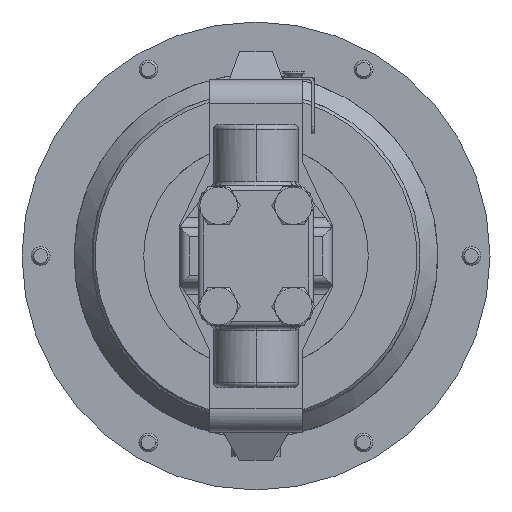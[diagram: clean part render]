
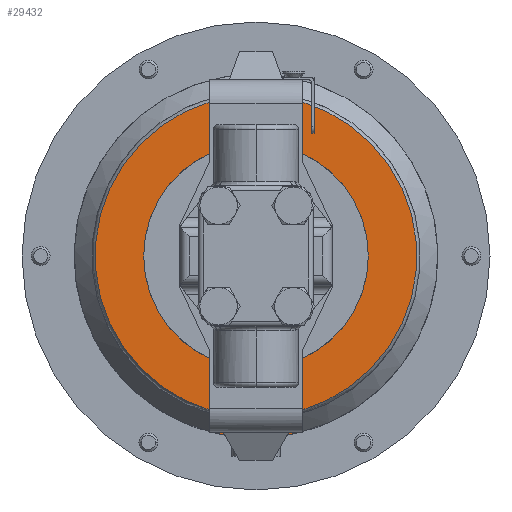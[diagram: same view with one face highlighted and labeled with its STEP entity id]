
A CAD part, front view. The second image highlights one B-rep face of the part: STEP entity #29432.
In plain terms, the highlighted planar face has unit normal (0, -1, 0).
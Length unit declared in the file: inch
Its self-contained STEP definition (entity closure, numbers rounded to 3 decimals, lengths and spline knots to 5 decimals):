
#358 = ORIENTED_EDGE ( 'NONE', *, *, #18184, .T. ) ;
#492 = CARTESIAN_POINT ( 'NONE',  ( 1.15885, 9.88898, 2.73985 ) ) ;
#500 = CARTESIAN_POINT ( 'NONE',  ( 2.65885, 9.88898, 2.73985 ) ) ;
#544 = DIRECTION ( 'NONE',  ( 0., -1., 0. ) ) ;
#762 = DIRECTION ( 'NONE',  ( 0., -1., 0. ) ) ;
#1023 = DIRECTION ( 'NONE',  ( 0., 0., 1. ) ) ;
#1352 = EDGE_CURVE ( 'NONE', #10037, #27395, #28838, .T. ) ;
#1470 = CIRCLE ( 'NONE', #16539, 2.1925 ) ;
#1486 = VERTEX_POINT ( 'NONE', #19743 ) ;
#1996 = DIRECTION ( 'NONE',  ( 0., 0., 1. ) ) ;
#2202 = ORIENTED_EDGE ( 'NONE', *, *, #7266, .T. ) ;
#2495 = ORIENTED_EDGE ( 'NONE', *, *, #19523, .T. ) ;
#2719 = DIRECTION ( 'NONE',  ( 0., 0., -1. ) ) ;
#3750 = AXIS2_PLACEMENT_3D ( 'NONE', #14130, #544, #16420 ) ;
#3890 = CARTESIAN_POINT ( 'NONE',  ( 1.15885, 9.88898, 2.73985 ) ) ;
#4804 = LINE ( 'NONE', #6447, #9444 ) ;
#5057 = CIRCLE ( 'NONE', #10958, 1.5 ) ;
#5509 = DIRECTION ( 'NONE',  ( 0., 0., -1. ) ) ;
#6177 = DIRECTION ( 'NONE',  ( -1., 0., 0. ) ) ;
#6447 = CARTESIAN_POINT ( 'NONE',  ( 1.74385, 9.88898, 4.85286 ) ) ;
#6591 = ORIENTED_EDGE ( 'NONE', *, *, #21237, .T. ) ;
#7104 = CARTESIAN_POINT ( 'NONE',  ( 1.15885, 9.88898, 0.31135 ) ) ;
#7184 = EDGE_CURVE ( 'NONE', #20292, #1486, #10150, .T. ) ;
#7266 = EDGE_CURVE ( 'NONE', #1486, #16150, #4804, .T. ) ;
#8059 = CARTESIAN_POINT ( 'NONE',  ( 0.69885, 9.88898, 2.73985 ) ) ;
#8549 = DIRECTION ( 'NONE',  ( 0., -1., 0. ) ) ;
#8729 = VECTOR ( 'NONE', #27432, 39.37008 ) ;
#8883 = AXIS2_PLACEMENT_3D ( 'NONE', #3890, #19915, #6177 ) ;
#9374 = LINE ( 'NONE', #23783, #20888 ) ;
#9444 = VECTOR ( 'NONE', #1996, 39.37008 ) ;
#9955 = VERTEX_POINT ( 'NONE', #500 ) ;
#10037 = VERTEX_POINT ( 'NONE', #27071 ) ;
#10150 = CIRCLE ( 'NONE', #16621, 2.14874 ) ;
#10157 = CARTESIAN_POINT ( 'NONE',  ( 1.15885, 9.88898, 2.73985 ) ) ;
#10958 = AXIS2_PLACEMENT_3D ( 'NONE', #14375, #762, #16663 ) ;
#11116 = VERTEX_POINT ( 'NONE', #15400 ) ;
#12209 = EDGE_CURVE ( 'NONE', #26286, #20292, #12860, .T. ) ;
#12291 = DIRECTION ( 'NONE',  ( 0., -1., 0. ) ) ;
#12463 = DIRECTION ( 'NONE',  ( 0., 0., -1. ) ) ;
#12484 = CARTESIAN_POINT ( 'NONE',  ( 1.74385, 9.88898, 0.67227 ) ) ;
#12640 = DIRECTION ( 'NONE',  ( 0., 1., 0. ) ) ;
#12860 = LINE ( 'NONE', #23830, #18255 ) ;
#12949 = EDGE_CURVE ( 'NONE', #16150, #19036, #1470, .T. ) ;
#13545 = CARTESIAN_POINT ( 'NONE',  ( 0.57385, 9.88898, 4.85286 ) ) ;
#13548 = ORIENTED_EDGE ( 'NONE', *, *, #27779, .T. ) ;
#14042 = CIRCLE ( 'NONE', #25701, 2.4285 ) ;
#14130 = CARTESIAN_POINT ( 'NONE',  ( 1.15885, 9.88898, 2.73985 ) ) ;
#14375 = CARTESIAN_POINT ( 'NONE',  ( 1.15885, 9.88898, 2.73985 ) ) ;
#15360 = ORIENTED_EDGE ( 'NONE', *, *, #12209, .T. ) ;
#15400 = CARTESIAN_POINT ( 'NONE',  ( 0.57385, 9.88898, 0.38286 ) ) ;
#15761 = VERTEX_POINT ( 'NONE', #26524 ) ;
#16150 = VERTEX_POINT ( 'NONE', #20015 ) ;
#16366 = DIRECTION ( 'NONE',  ( 0., -1., 0. ) ) ;
#16420 = DIRECTION ( 'NONE',  ( 0., 0., -1. ) ) ;
#16539 = AXIS2_PLACEMENT_3D ( 'NONE', #492, #16366, #2719 ) ;
#16621 = AXIS2_PLACEMENT_3D ( 'NONE', #10157, #26180, #12463 ) ;
#16663 = DIRECTION ( 'NONE',  ( -1., 0., 0. ) ) ;
#16871 = ORIENTED_EDGE ( 'NONE', *, *, #12949, .T. ) ;
#16874 = ORIENTED_EDGE ( 'NONE', *, *, #23459, .F. ) ;
#18184 = EDGE_CURVE ( 'NONE', #27395, #11116, #27672, .T. ) ;
#18210 = AXIS2_PLACEMENT_3D ( 'NONE', #8059, #12640, #28596 ) ;
#18255 = VECTOR ( 'NONE', #1023, 39.37008 ) ;
#18361 = EDGE_LOOP ( 'NONE', ( #25912, #2202, #16871, #6591, #28519, #358, #13548, #2495, #15360 ) ) ;
#18496 = EDGE_LOOP ( 'NONE', ( #16874, #20548 ) ) ;
#19036 = VERTEX_POINT ( 'NONE', #26686 ) ;
#19487 = PLANE ( 'NONE',  #18210 ) ;
#19523 = EDGE_CURVE ( 'NONE', #21079, #26286, #14042, .T. ) ;
#19743 = CARTESIAN_POINT ( 'NONE',  ( 1.74385, 9.88898, 4.80742 ) ) ;
#19915 = DIRECTION ( 'NONE',  ( 0., -1., 0. ) ) ;
#19934 = CIRCLE ( 'NONE', #8883, 1.5 ) ;
#20015 = CARTESIAN_POINT ( 'NONE',  ( 1.74385, 9.88898, 4.85286 ) ) ;
#20292 = VERTEX_POINT ( 'NONE', #12484 ) ;
#20548 = ORIENTED_EDGE ( 'NONE', *, *, #28224, .F. ) ;
#20811 = FACE_BOUND ( 'NONE', #18496, .T. ) ;
#20888 = VECTOR ( 'NONE', #5509, 39.37008 ) ;
#21079 = VERTEX_POINT ( 'NONE', #7104 ) ;
#21237 = EDGE_CURVE ( 'NONE', #19036, #10037, #9374, .T. ) ;
#21249 = CIRCLE ( 'NONE', #25259, 2.4285 ) ;
#22321 = CARTESIAN_POINT ( 'NONE',  ( 1.15885, 9.88898, 2.73985 ) ) ;
#22388 = CARTESIAN_POINT ( 'NONE',  ( 0.57385, 9.88898, 0.67227 ) ) ;
#23459 = EDGE_CURVE ( 'NONE', #15761, #9955, #19934, .T. ) ;
#23783 = CARTESIAN_POINT ( 'NONE',  ( 0.57385, 9.88898, 4.85286 ) ) ;
#23830 = CARTESIAN_POINT ( 'NONE',  ( 1.74385, 9.88898, 4.85286 ) ) ;
#24601 = DIRECTION ( 'NONE',  ( 0., 0., -1. ) ) ;
#25259 = AXIS2_PLACEMENT_3D ( 'NONE', #26016, #12291, #28268 ) ;
#25701 = AXIS2_PLACEMENT_3D ( 'NONE', #22321, #8549, #24601 ) ;
#25912 = ORIENTED_EDGE ( 'NONE', *, *, #7184, .T. ) ;
#26016 = CARTESIAN_POINT ( 'NONE',  ( 1.15885, 9.88898, 2.73985 ) ) ;
#26125 = FACE_OUTER_BOUND ( 'NONE', #18361, .T. ) ;
#26180 = DIRECTION ( 'NONE',  ( 0., -1., 0. ) ) ;
#26286 = VERTEX_POINT ( 'NONE', #29113 ) ;
#26524 = CARTESIAN_POINT ( 'NONE',  ( -0.34115, 9.88898, 2.73985 ) ) ;
#26686 = CARTESIAN_POINT ( 'NONE',  ( 0.57385, 9.88898, 4.85286 ) ) ;
#27071 = CARTESIAN_POINT ( 'NONE',  ( 0.57385, 9.88898, 4.80742 ) ) ;
#27395 = VERTEX_POINT ( 'NONE', #22388 ) ;
#27432 = DIRECTION ( 'NONE',  ( 0., 0., -1. ) ) ;
#27672 = LINE ( 'NONE', #13545, #8729 ) ;
#27779 = EDGE_CURVE ( 'NONE', #11116, #21079, #21249, .T. ) ;
#28224 = EDGE_CURVE ( 'NONE', #9955, #15761, #5057, .T. ) ;
#28268 = DIRECTION ( 'NONE',  ( 0., 0., -1. ) ) ;
#28519 = ORIENTED_EDGE ( 'NONE', *, *, #1352, .T. ) ;
#28596 = DIRECTION ( 'NONE',  ( 0., 0., -1. ) ) ;
#28838 = CIRCLE ( 'NONE', #3750, 2.14874 ) ;
#29113 = CARTESIAN_POINT ( 'NONE',  ( 1.74385, 9.88898, 0.38286 ) ) ;
#29432 = ADVANCED_FACE ( 'NONE', ( #20811, #26125 ), #19487, .F. ) ;
